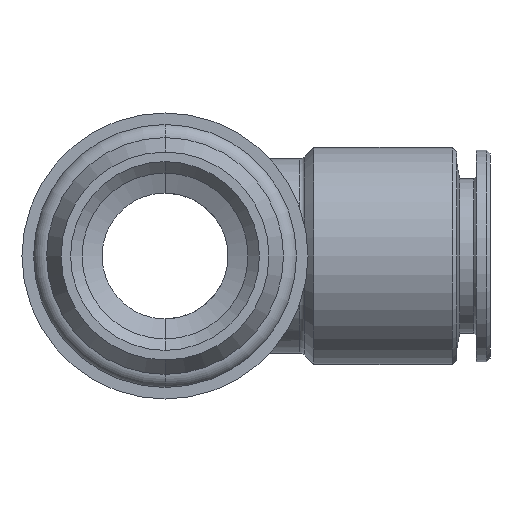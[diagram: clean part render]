
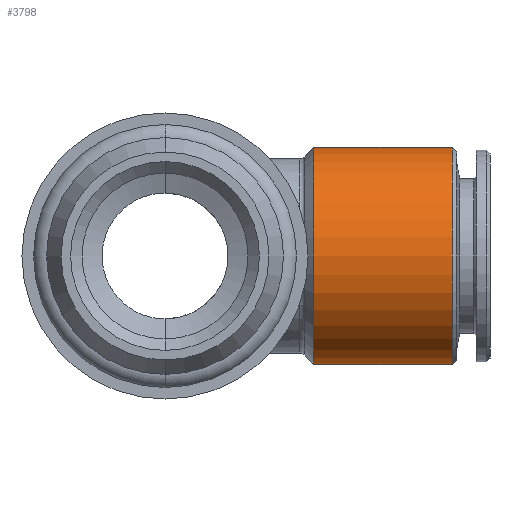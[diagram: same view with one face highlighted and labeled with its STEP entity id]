
A CAD part, front view. The second image highlights one B-rep face of the part: STEP entity #3798.
In plain terms, the highlighted cylindrical face has radius 9.5 mm (diameter 19 mm), a partial arc.
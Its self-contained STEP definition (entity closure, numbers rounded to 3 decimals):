
#1152 = AXIS2_PLACEMENT_3D ( 'NONE', #1165, #1164, #1154 ) ;
#1154 = DIRECTION ( 'NONE',  ( 0., 0., 1. ) ) ;
#1155 = DIRECTION ( 'NONE',  ( -1., 0., 0. ) ) ;
#1156 = AXIS2_PLACEMENT_3D ( 'NONE', #1163, #1155, #1166 ) ;
#1157 = CIRCLE ( 'NONE', #1156, 9.5 ) ;
#1163 = CARTESIAN_POINT ( 'NONE',  ( 25.1, 0., 0. ) ) ;
#1164 = DIRECTION ( 'NONE',  ( -1., 0., 0. ) ) ;
#1165 = CARTESIAN_POINT ( 'NONE',  ( 0., 0., 0. ) ) ;
#1166 = DIRECTION ( 'NONE',  ( 0., 0., 1. ) ) ;
#1183 = CYLINDRICAL_SURFACE ( 'NONE', #1152, 9.5 ) ;
#1185 = FACE_OUTER_BOUND ( 'NONE', #3806, .T. ) ;
#1360 = CIRCLE ( 'NONE', #1373, 9.5 ) ;
#1363 = DIRECTION ( 'NONE',  ( 0., 0., -1. ) ) ;
#1364 = DIRECTION ( 'NONE',  ( -1., 0., 0. ) ) ;
#1372 = CARTESIAN_POINT ( 'NONE',  ( 13., 0., 0. ) ) ;
#1373 = AXIS2_PLACEMENT_3D ( 'NONE', #1372, #1364, #1363 ) ;
#2645 = CARTESIAN_POINT ( 'NONE',  ( 13., 0., 9.5 ) ) ;
#3145 = CARTESIAN_POINT ( 'NONE',  ( 13., 0., -9.5 ) ) ;
#3499 = CARTESIAN_POINT ( 'NONE',  ( 25.1, 0., 9.5 ) ) ;
#3520 = DIRECTION ( 'NONE',  ( -1., 0., 0. ) ) ;
#3521 = VECTOR ( 'NONE', #3563, 1000. ) ;
#3522 = CARTESIAN_POINT ( 'NONE',  ( 0., 0., 9.5 ) ) ;
#3523 = VECTOR ( 'NONE', #3520, 1000. ) ;
#3539 = LINE ( 'NONE', #3522, #3521 ) ;
#3563 = DIRECTION ( 'NONE',  ( -1., 0., 0. ) ) ;
#3571 = CARTESIAN_POINT ( 'NONE',  ( 0., 0., -9.5 ) ) ;
#3572 = LINE ( 'NONE', #3571, #3523 ) ;
#3574 = CARTESIAN_POINT ( 'NONE',  ( 25.1, 0., -9.5 ) ) ;
#3785 = EDGE_CURVE ( 'NONE', #4299, #4272, #1157, .T. ) ;
#3786 = ORIENTED_EDGE ( 'NONE', *, *, #4281, .F. ) ;
#3789 = ORIENTED_EDGE ( 'NONE', *, *, #3792, .F. ) ;
#3792 = EDGE_CURVE ( 'NONE', #4074, #4029, #1360, .T. ) ;
#3798 = ADVANCED_FACE ( 'NONE', ( #1185 ), #1183, .T. ) ;
#3799 = ORIENTED_EDGE ( 'NONE', *, *, #3785, .T. ) ;
#3800 = ORIENTED_EDGE ( 'NONE', *, *, #4286, .T. ) ;
#3806 = EDGE_LOOP ( 'NONE', ( #3786, #3799, #3800, #3789 ) ) ;
#4029 = VERTEX_POINT ( 'NONE', #2645 ) ;
#4074 = VERTEX_POINT ( 'NONE', #3145 ) ;
#4272 = VERTEX_POINT ( 'NONE', #3499 ) ;
#4281 = EDGE_CURVE ( 'NONE', #4299, #4074, #3572, .T. ) ;
#4286 = EDGE_CURVE ( 'NONE', #4272, #4029, #3539, .T. ) ;
#4299 = VERTEX_POINT ( 'NONE', #3574 ) ;
